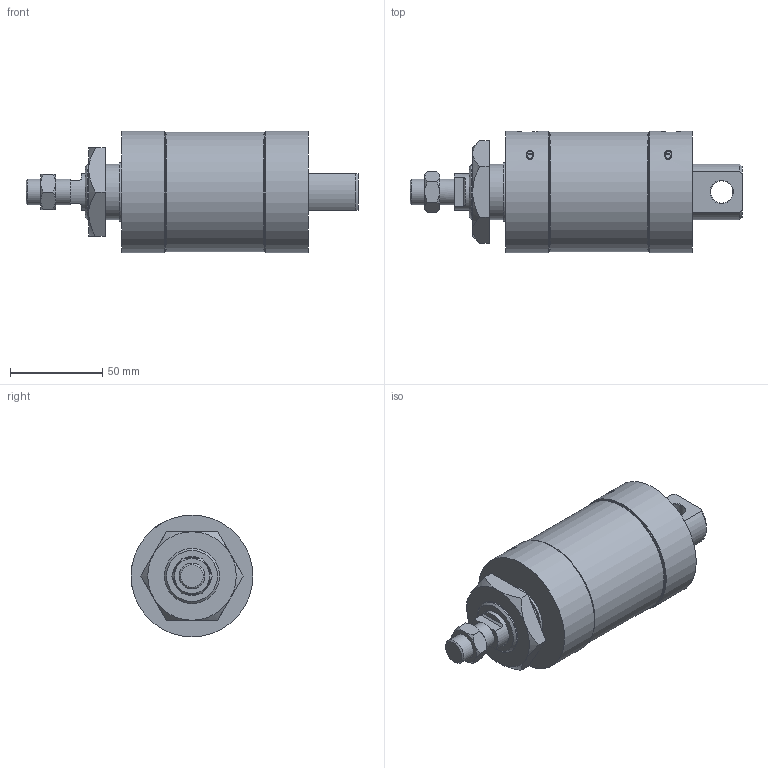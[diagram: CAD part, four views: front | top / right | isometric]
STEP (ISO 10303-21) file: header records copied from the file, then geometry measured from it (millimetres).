
FILE_DESCRIPTION( ( 'STEP AP214' ), '1' );
FILE_NAME( 'RAC63X25-0-S___0_.stp', '2021-11-30T05:18:49', ( '' ), ( '' ), ' ', 'PARTsolutions', ' ' );
FILE_SCHEMA( ( 'AUTOMOTIVE_DESIGN { 1 0 10303 214 1 1 1 1 }' ) );
Length unit declared in the file: millimetre
Products named in the file (3): RAC63X25-0-S()(0); _C63X25()_body; _63x25_rod
Assembly tree (2 placements, depth 2):
  RAC63X25-0-S()(0)
    _C63X25()_body
    _63x25_rod
Bounding box: 180 x 66 x 66 mm (x, y, z)
Volume: 332248.3 mm3; surface area: 73523.2 mm2
Topology: 2 solids, 2 shells, 112 faces, 238 edges, 149 vertices
Faces by surface type: plane 50, cylinder 32, cone 30
Full cylindrical faces by diameter (mm): 2 x2, 4 x2, 11.445 x2, 12 x1, 14 x2, 20 x2, 30 x2, 31.5 x1, 32 x1, 58 x2, 64.6 x3, 66 x2
Entity records: 4372 total; most frequent: CARTESIAN_POINT 1222, DIRECTION 458, ORIENTED_EDGE 390, AXIS2_PLACEMENT_3D 200, EDGE_CURVE 195, EDGE_LOOP 171, VERTEX_POINT 138, FACE_OUTER_BOUND 134
